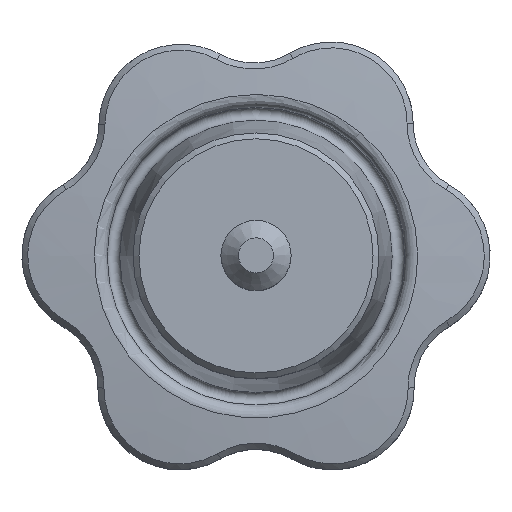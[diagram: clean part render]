
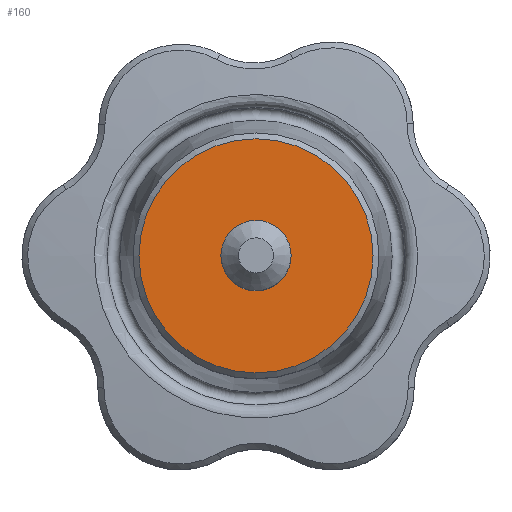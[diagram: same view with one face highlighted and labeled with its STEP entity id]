
A CAD part, top view. The second image highlights one B-rep face of the part: STEP entity #160.
In plain terms, the highlighted planar face has unit normal (0, 0, 1).
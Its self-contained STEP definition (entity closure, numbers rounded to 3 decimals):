
#160 = ADVANCED_FACE( '', ( #326, #327 ), #328, .F. );
#326 = FACE_OUTER_BOUND( '', #3149, .T. );
#327 = FACE_BOUND( '', #3150, .T. );
#328 = PLANE( '', #3151 );
#3149 = EDGE_LOOP( '', ( #3467 ) );
#3150 = EDGE_LOOP( '', ( #3468 ) );
#3151 = AXIS2_PLACEMENT_3D( '', #3469, #3470, #3471 );
#3467 = ORIENTED_EDGE( '', *, *, #3584, .F. );
#3468 = ORIENTED_EDGE( '', *, *, #3592, .T. );
#3469 = CARTESIAN_POINT( '', ( 0., 3., 0. ) );
#3470 = DIRECTION( '', ( 0., 0., -1. ) );
#3471 = DIRECTION( '', ( 1., 0., 0. ) );
#3584 = EDGE_CURVE( '', #3775, #3775, #3776, .F. );
#3592 = EDGE_CURVE( '', #3786, #3786, #3787, .F. );
#3775 = VERTEX_POINT( '', #5296 );
#3776 = CIRCLE( '', #5297, 10. );
#3786 = VERTEX_POINT( '', #5390 );
#3787 = CIRCLE( '', #5391, 3. );
#5296 = CARTESIAN_POINT( '', ( 10., 0., 0. ) );
#5297 = AXIS2_PLACEMENT_3D( '', #5542, #5543, #5544 );
#5390 = CARTESIAN_POINT( '', ( 3., 0., 0. ) );
#5391 = AXIS2_PLACEMENT_3D( '', #5551, #5552, #5553 );
#5542 = CARTESIAN_POINT( '', ( 0., 0., 0. ) );
#5543 = DIRECTION( '', ( 0., 0., 1. ) );
#5544 = DIRECTION( '', ( 1., 0., 0. ) );
#5551 = CARTESIAN_POINT( '', ( 0., 0., 0. ) );
#5552 = DIRECTION( '', ( 0., 0., 1. ) );
#5553 = DIRECTION( '', ( 1., 0., 0. ) );
